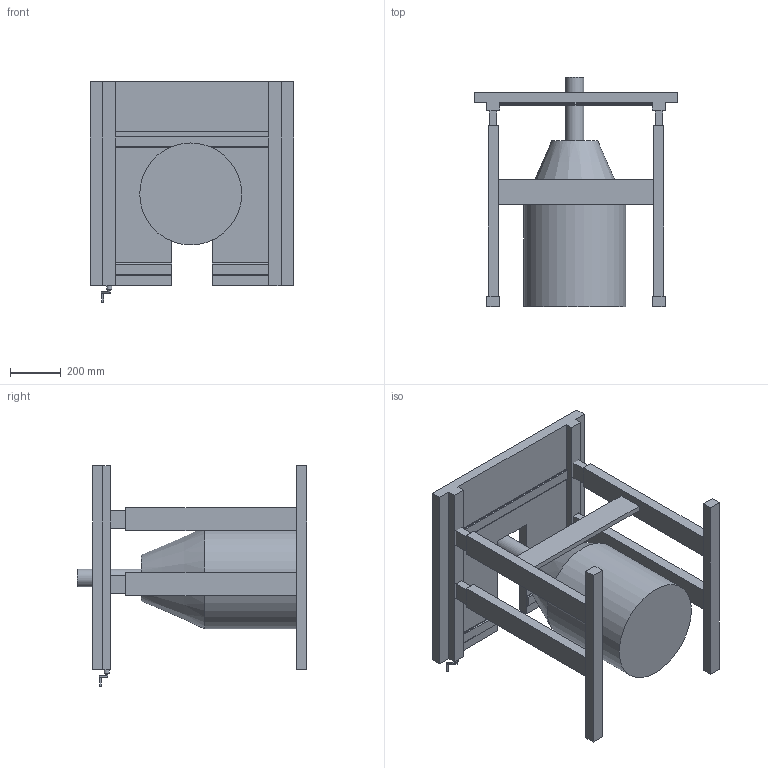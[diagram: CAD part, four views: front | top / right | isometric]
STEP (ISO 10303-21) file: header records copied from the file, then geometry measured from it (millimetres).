
FILE_DESCRIPTION(/* description */ (''),/* implementation_level */ '2;1');
FILE_NAME(/* name */ 'Table v1.step',/* time_stamp */ '2017-03-01T16:19:45+01:00',/* author */ (''),/* organization */ (''),/* preprocessor_version */ 'ST-DEVELOPER v16.5',/* originating_system */ 'Autodesk Translation Framework v5.2.0.2920',/* authorisation */ '');
FILE_SCHEMA (('AUTOMOTIVE_DESIGN { 1 0 10303 214 3 1 1 }'));
Length unit declared in the file: millimetre
Products named in the file (2): Table v1; Dewar + crystal
Assembly tree (1 placements, depth 2):
  Table v1
    Dewar + crystal
Bounding box: 800 x 900 x 865 mm (x, y, z)
Volume: 108957124.1 mm3; surface area: 3718440.4 mm2
Topology: 11 solids, 11 shells, 138 faces, 314 edges, 208 vertices
Faces by surface type: plane 133, cylinder 4, cone 1
Full cylindrical faces by diameter (mm): 7 x1, 20 x1, 70 x1, 400 x1
Entity records: 3804 total; most frequent: CARTESIAN_POINT 656, ORIENTED_EDGE 616, DIRECTION 601, EDGE_CURVE 308, LINE 297, VECTOR 297, VERTEX_POINT 207, EDGE_LOOP 153
